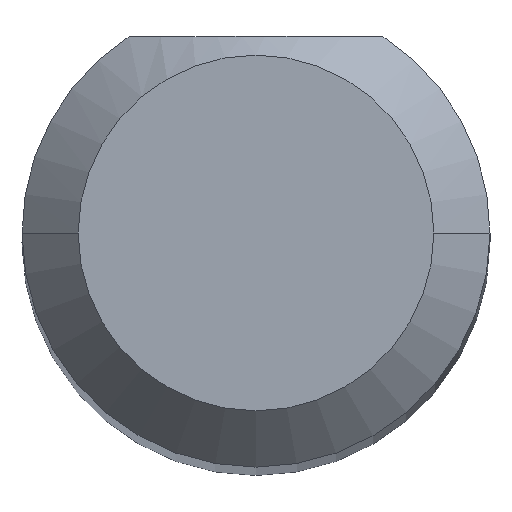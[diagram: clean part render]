
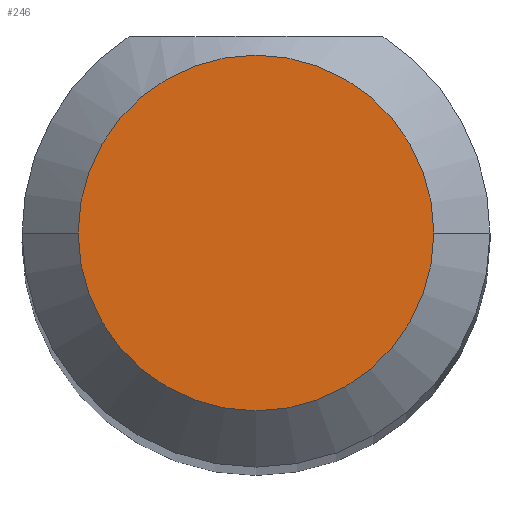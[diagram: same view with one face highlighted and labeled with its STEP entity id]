
A CAD part, top view. The second image highlights one B-rep face of the part: STEP entity #246.
In plain terms, the highlighted planar face has unit normal (0, 0, 1).
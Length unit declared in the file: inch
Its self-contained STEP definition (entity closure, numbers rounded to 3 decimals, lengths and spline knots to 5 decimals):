
#3 = VERTEX_POINT ( 'NONE', #307 ) ;
#12 = CIRCLE ( 'NONE', #100, 0.0475 ) ;
#81 = CIRCLE ( 'NONE', #121, 0.0475 ) ;
#90 = EDGE_CURVE ( 'NONE', #469, #3, #12, .T. ) ;
#100 = AXIS2_PLACEMENT_3D ( 'NONE', #540, #144, #270 ) ;
#120 = PLANE ( 'NONE',  #507 ) ;
#121 = AXIS2_PLACEMENT_3D ( 'NONE', #295, #178, #247 ) ;
#144 = DIRECTION ( 'NONE',  ( 0., 0., -1. ) ) ;
#170 = EDGE_LOOP ( 'NONE', ( #232, #409 ) ) ;
#178 = DIRECTION ( 'NONE',  ( 0., 0., -1. ) ) ;
#232 = ORIENTED_EDGE ( 'NONE', *, *, #332, .F. ) ;
#246 = ADVANCED_FACE ( 'NONE', ( #410 ), #120, .T. ) ;
#247 = DIRECTION ( 'NONE',  ( -1., 0., 0. ) ) ;
#256 = DIRECTION ( 'NONE',  ( 0., 0., 1. ) ) ;
#270 = DIRECTION ( 'NONE',  ( -1., 0., 0. ) ) ;
#295 = CARTESIAN_POINT ( 'NONE',  ( 0.25, 0., 1.5 ) ) ;
#302 = DIRECTION ( 'NONE',  ( -1., 0., 0. ) ) ;
#307 = CARTESIAN_POINT ( 'NONE',  ( 0.2975, 0., 1.5 ) ) ;
#332 = EDGE_CURVE ( 'NONE', #3, #469, #81, .T. ) ;
#409 = ORIENTED_EDGE ( 'NONE', *, *, #90, .F. ) ;
#410 = FACE_OUTER_BOUND ( 'NONE', #170, .T. ) ;
#469 = VERTEX_POINT ( 'NONE', #533 ) ;
#507 = AXIS2_PLACEMENT_3D ( 'NONE', #524, #256, #302 ) ;
#524 = CARTESIAN_POINT ( 'NONE',  ( 0.25, 0., 1.5 ) ) ;
#533 = CARTESIAN_POINT ( 'NONE',  ( 0.2025, 0., 1.5 ) ) ;
#540 = CARTESIAN_POINT ( 'NONE',  ( 0.25, 0., 1.5 ) ) ;
